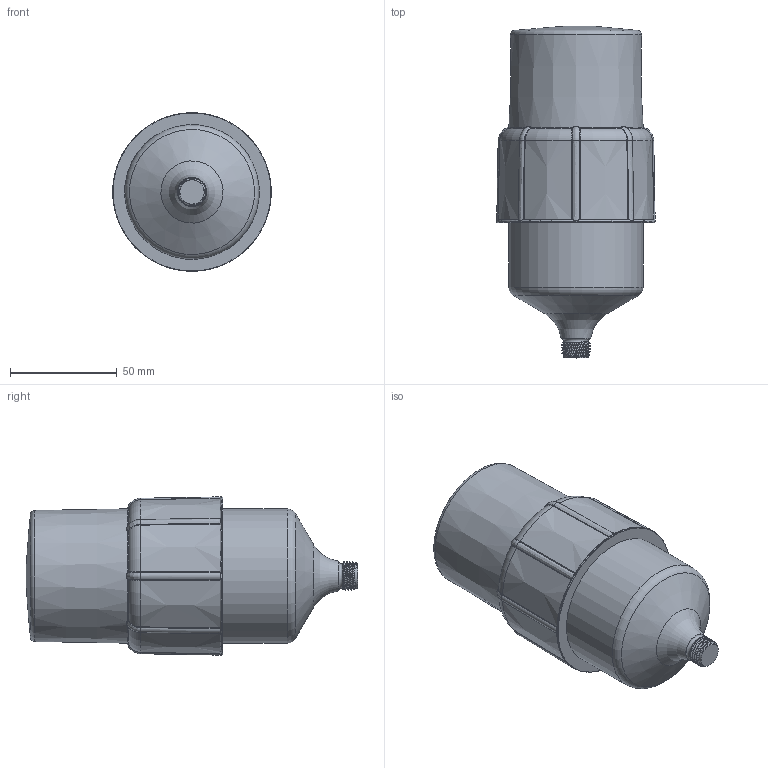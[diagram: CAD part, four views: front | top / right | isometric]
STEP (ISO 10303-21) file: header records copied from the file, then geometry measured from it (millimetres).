
FILE_DESCRIPTION((''),'2;1');
FILE_NAME('perma STAR VARIO S2 mit S60 mit Schutzabdeckung.stp','2013-05-06T13:19:53',('002180'),(''),'Autodesk Inventor 2013','Autodesk Inventor 2013','');
FILE_SCHEMA(('AUTOMOTIVE_DESIGN { 1 0 10303 214 1 1 1 1 }'));
Length unit declared in the file: millimetre
Products named in the file (1): perma STAR VARIO S2 mit S60 mit Schutzabdeckung
Bounding box: 74.18 x 155.35 x 74.19 mm (x, y, z)
Volume: 443000.5 mm3; surface area: 34279.3 mm2
Topology: 1 solids, 1 shells, 210 faces, 517 edges, 308 vertices
Faces by surface type: bspline 114, plane 29, torus 29, cone 28, revolution 8, sphere 1, cylinder 1
Full cylindrical faces by diameter (mm): 63 x1
Entity records: 10627 total; most frequent: CARTESIAN_POINT 6217, ORIENTED_EDGE 998, DIRECTION 646, EDGE_CURVE 499, VERTEX_POINT 304, AXIS2_PLACEMENT_3D 294, B_SPLINE_CURVE_WITH_KNOTS 252, EDGE_LOOP 223
